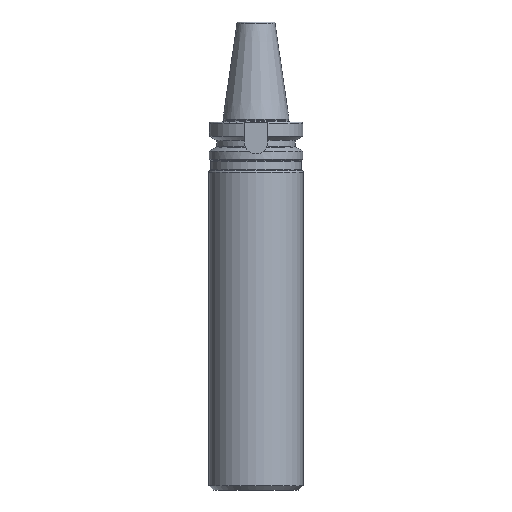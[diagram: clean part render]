
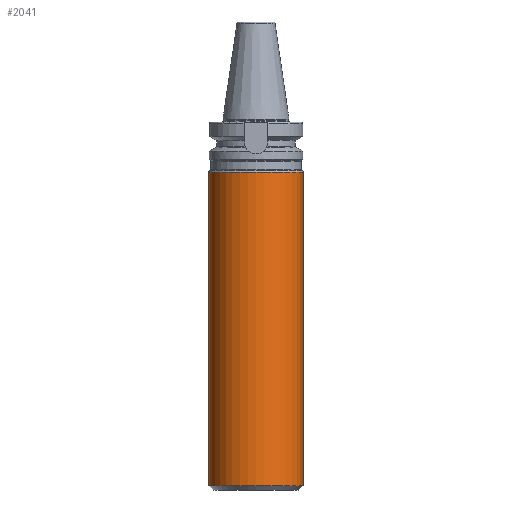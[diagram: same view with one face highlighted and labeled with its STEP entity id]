
A CAD part, left-side view. The second image highlights one B-rep face of the part: STEP entity #2041.
In plain terms, the highlighted cylindrical face has radius 31.75 mm (diameter 63.5 mm), a partial arc.
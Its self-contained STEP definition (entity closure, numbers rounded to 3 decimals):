
#552=DIRECTION('',(0,0,1));
#553=VECTOR('',#552,211.239);
#554=CARTESIAN_POINT('',(0,31.75,-220));
#555=LINE('',#554,#553);
#561=DIRECTION('',(0,0,1));
#562=VECTOR('',#561,211.239);
#563=CARTESIAN_POINT('',(0,-31.75,-220));
#564=LINE('',#563,#562);
#565=CARTESIAN_POINT('',(0,0.,-8.761));
#566=DIRECTION('',(0,0,1));
#567=DIRECTION('',(0,1,0));
#568=AXIS2_PLACEMENT_3D('',#565,#566,#567);
#570=CARTESIAN_POINT('',(0,0,-220));
#571=DIRECTION('',(0,0,1));
#572=DIRECTION('',(0,1,0));
#573=AXIS2_PLACEMENT_3D('',#570,#571,#572);
#1180=CARTESIAN_POINT('',(0,31.75,-220));
#1182=VERTEX_POINT('',#1180);
#1190=CARTESIAN_POINT('',(0,-31.75,-220));
#1192=VERTEX_POINT('',#1190);
#1213=CARTESIAN_POINT('',(0,31.75,-8.761));
#1214=CARTESIAN_POINT('',(0,-31.75,-8.761));
#1215=VERTEX_POINT('',#1213);
#1216=VERTEX_POINT('',#1214);
#2029=CARTESIAN_POINT('',(0,0,-234.15));
#2030=DIRECTION('',(0,0,1));
#2031=DIRECTION('',(0,1,0));
#2032=AXIS2_PLACEMENT_3D('',#2029,#2030,#2031);
#2033=CYLINDRICAL_SURFACE('',#2032,31.75);
#2034=ORIENTED_EDGE('',*,*,#1981,.T.);
#2035=ORIENTED_EDGE('',*,*,#2024,.F.);
#2037=ORIENTED_EDGE('',*,*,#2036,.F.);
#2038=ORIENTED_EDGE('',*,*,#2020,.T.);
#2039=EDGE_LOOP('',(#2034,#2035,#2037,#2038));
#2040=FACE_OUTER_BOUND('',#2039,.F.);
#2041=ADVANCED_FACE('',(#2040),#2033,.T.);
#569=CIRCLE('',#568,31.75);
#574=CIRCLE('',#573,31.75);
#1981=EDGE_CURVE('',#1215,#1216,#569,.T.);
#2020=EDGE_CURVE('',#1182,#1215,#555,.T.);
#2024=EDGE_CURVE('',#1192,#1216,#564,.T.);
#2036=EDGE_CURVE('',#1182,#1192,#574,.T.);
